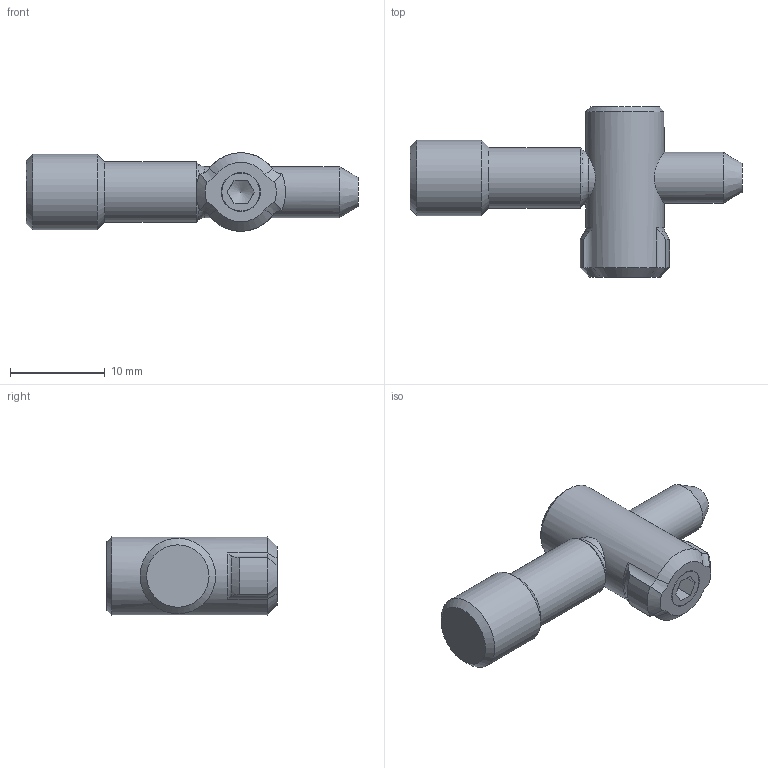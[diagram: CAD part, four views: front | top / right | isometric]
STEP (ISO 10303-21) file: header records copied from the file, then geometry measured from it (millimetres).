
FILE_DESCRIPTION(/* description */ ('Zuganker G8 midi'),/* implementation_level */ '2;1');
FILE_NAME(/* name */ 'SV1072V_A.stp',/* time_stamp */ '2015-11-30T16:54:17+01:00',/* author */ ('Marina Kaa'),/* organization */ (''),/* preprocessor_version */ 'ST-DEVELOPER v15.6',/* originating_system */ 'Autodesk Inventor 2015',/* authorisation */ '');
FILE_SCHEMA (('AUTOMOTIVE_DESIGN { 1 0 10303 214 3 1 1 }'));
Length unit declared in the file: millimetre
Products named in the file (4): ME1615100_A; DK0914050100; ME1620002; SV1072V_A
Bounding box: 35.13 x 18 x 8.29 mm (x, y, z)
Volume: 1911.2 mm3; surface area: 1662.3 mm2
Topology: 3 solids, 3 shells, 54 faces, 132 edges, 82 vertices
Faces by surface type: cone 19, plane 19, cylinder 13, torus 3
Full cylindrical faces by diameter (mm): 4.134 x1, 5 x1, 5.4 x1, 5.5 x1, 6.4 x1, 8 x1, 8.3 x1
Entity records: 1697 total; most frequent: CARTESIAN_POINT 505, DIRECTION 234, ORIENTED_EDGE 210, EDGE_CURVE 105, AXIS2_PLACEMENT_3D 99, EDGE_LOOP 74, VERTEX_POINT 73, FACE_OUTER_BOUND 54
